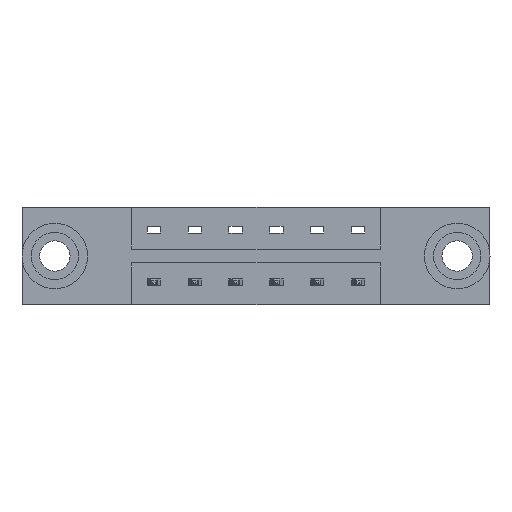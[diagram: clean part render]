
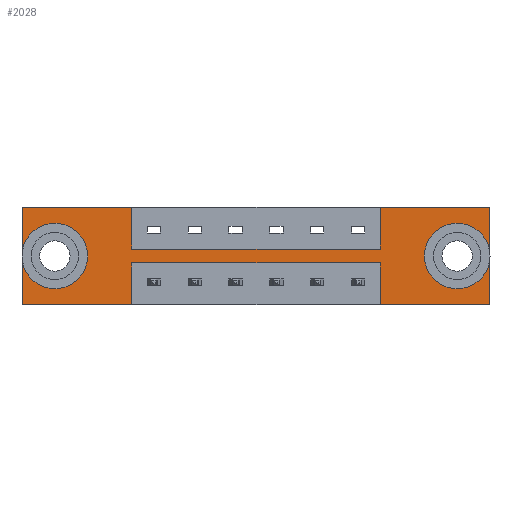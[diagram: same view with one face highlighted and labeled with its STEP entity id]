
A CAD part, front view. The second image highlights one B-rep face of the part: STEP entity #2028.
In plain terms, the highlighted planar face has unit normal (0, -1, 0).
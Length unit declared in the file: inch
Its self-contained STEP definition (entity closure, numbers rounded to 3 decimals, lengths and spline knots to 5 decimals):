
#254 = DIRECTION ( 'NONE',  ( -1., 0., 0. ) ) ;
#259 = EDGE_CURVE ( 'NONE', #1039, #7024, #6323, .T. ) ;
#263 = ORIENTED_EDGE ( 'NONE', *, *, #5334, .T. ) ;
#274 = LINE ( 'NONE', #5180, #6744 ) ;
#302 = CARTESIAN_POINT ( 'NONE',  ( 1.3665, 0., -0.1585 ) ) ;
#416 = LINE ( 'NONE', #3365, #5777 ) ;
#432 = EDGE_CURVE ( 'NONE', #7024, #7980, #8563, .T. ) ;
#459 = ORIENTED_EDGE ( 'NONE', *, *, #5303, .T. ) ;
#629 = VERTEX_POINT ( 'NONE', #7994 ) ;
#686 = VERTEX_POINT ( 'NONE', #3478 ) ;
#690 = CARTESIAN_POINT ( 'NONE',  ( 0., 0., 0. ) ) ;
#819 = CARTESIAN_POINT ( 'NONE',  ( 0.4175, 0., -0.1585 ) ) ;
#860 = CARTESIAN_POINT ( 'NONE',  ( 1.659, 0., -0.185 ) ) ;
#941 = LINE ( 'NONE', #302, #5361 ) ;
#1039 = VERTEX_POINT ( 'NONE', #7982 ) ;
#1052 = EDGE_CURVE ( 'NONE', #629, #1039, #6579, .T. ) ;
#1055 = CARTESIAN_POINT ( 'NONE',  ( 0.4175, 0., -0.1585 ) ) ;
#1075 = AXIS2_PLACEMENT_3D ( 'NONE', #8094, #7348, #1773 ) ;
#1102 = LINE ( 'NONE', #1055, #5914 ) ;
#1111 = ORIENTED_EDGE ( 'NONE', *, *, #5879, .F. ) ;
#1178 = DIRECTION ( 'NONE',  ( 0., 0., 1. ) ) ;
#1197 = DIRECTION ( 'NONE',  ( 1., 0., 0. ) ) ;
#1346 = VERTEX_POINT ( 'NONE', #8508 ) ;
#1589 = CIRCLE ( 'NONE', #7872, 0.078 ) ;
#1674 = CARTESIAN_POINT ( 'NONE',  ( 1.3665, 0., -0.37 ) ) ;
#1690 = ORIENTED_EDGE ( 'NONE', *, *, #2060, .F. ) ;
#1700 = VERTEX_POINT ( 'NONE', #5621 ) ;
#1705 = ORIENTED_EDGE ( 'NONE', *, *, #7470, .F. ) ;
#1731 = DIRECTION ( 'NONE',  ( -1., 0., 0. ) ) ;
#1760 = EDGE_CURVE ( 'NONE', #1700, #6878, #8280, .T. ) ;
#1772 = CARTESIAN_POINT ( 'NONE',  ( 0.4175, 0., -0.1585 ) ) ;
#1773 = DIRECTION ( 'NONE',  ( 0., 0., 1. ) ) ;
#2028 = ADVANCED_FACE ( 'NONE', ( #3364, #8669, #3171 ), #8715, .T. ) ;
#2060 = EDGE_CURVE ( 'NONE', #3817, #4741, #4941, .T. ) ;
#2645 = LINE ( 'NONE', #5522, #7389 ) ;
#2691 = VERTEX_POINT ( 'NONE', #3380 ) ;
#2693 = ORIENTED_EDGE ( 'NONE', *, *, #432, .F. ) ;
#2761 = DIRECTION ( 'NONE',  ( 1., 0., 0. ) ) ;
#2821 = EDGE_LOOP ( 'NONE', ( #1111, #5688, #4630, #6129, #4165, #6850, #1705, #1690, #4090, #2693, #4166, #7164 ) ) ;
#2929 = ORIENTED_EDGE ( 'NONE', *, *, #4853, .T. ) ;
#3109 = CARTESIAN_POINT ( 'NONE',  ( 1.659, 0., -0.185 ) ) ;
#3171 = FACE_OUTER_BOUND ( 'NONE', #2821, .T. ) ;
#3287 = DIRECTION ( 'NONE',  ( 0., 0., -1. ) ) ;
#3364 = FACE_BOUND ( 'NONE', #4209, .T. ) ;
#3365 = CARTESIAN_POINT ( 'NONE',  ( 1.3665, 0., -0.2115 ) ) ;
#3380 = CARTESIAN_POINT ( 'NONE',  ( 1.659, 0., -0.263 ) ) ;
#3391 = CARTESIAN_POINT ( 'NONE',  ( 1.659, 0., -0.107 ) ) ;
#3455 = AXIS2_PLACEMENT_3D ( 'NONE', #5273, #7447, #7356 ) ;
#3478 = CARTESIAN_POINT ( 'NONE',  ( 0.125, 0., -0.107 ) ) ;
#3495 = EDGE_CURVE ( 'NONE', #6175, #5127, #6110, .T. ) ;
#3556 = EDGE_CURVE ( 'NONE', #6878, #6175, #2645, .T. ) ;
#3582 = VECTOR ( 'NONE', #254, 39.37008 ) ;
#3767 = VECTOR ( 'NONE', #4818, 39.37008 ) ;
#3817 = VERTEX_POINT ( 'NONE', #5735 ) ;
#3891 = AXIS2_PLACEMENT_3D ( 'NONE', #860, #8610, #3287 ) ;
#3931 = VECTOR ( 'NONE', #6736, 39.37008 ) ;
#3955 = DIRECTION ( 'NONE',  ( 0., 1., 0. ) ) ;
#4090 = ORIENTED_EDGE ( 'NONE', *, *, #4720, .F. ) ;
#4101 = CARTESIAN_POINT ( 'NONE',  ( 0., 0., 0. ) ) ;
#4165 = ORIENTED_EDGE ( 'NONE', *, *, #7754, .F. ) ;
#4166 = ORIENTED_EDGE ( 'NONE', *, *, #259, .F. ) ;
#4209 = EDGE_LOOP ( 'NONE', ( #459, #7149 ) ) ;
#4439 = CARTESIAN_POINT ( 'NONE',  ( 0.4175, 0., -0.37 ) ) ;
#4454 = VERTEX_POINT ( 'NONE', #819 ) ;
#4517 = DIRECTION ( 'NONE',  ( 0., 0., -1. ) ) ;
#4571 = DIRECTION ( 'NONE',  ( -1., 0., 0. ) ) ;
#4630 = ORIENTED_EDGE ( 'NONE', *, *, #3556, .F. ) ;
#4691 = DIRECTION ( 'NONE',  ( 0., 0., 1. ) ) ;
#4720 = EDGE_CURVE ( 'NONE', #7980, #3817, #274, .T. ) ;
#4741 = VERTEX_POINT ( 'NONE', #8662 ) ;
#4818 = DIRECTION ( 'NONE',  ( 1., 0., 0. ) ) ;
#4853 = EDGE_CURVE ( 'NONE', #686, #8191, #6893, .T. ) ;
#4941 = LINE ( 'NONE', #4101, #3767 ) ;
#5127 = VERTEX_POINT ( 'NONE', #1674 ) ;
#5174 = CARTESIAN_POINT ( 'NONE',  ( 1.784, 0., -0.37 ) ) ;
#5180 = CARTESIAN_POINT ( 'NONE',  ( 0., 0., 0. ) ) ;
#5240 = CARTESIAN_POINT ( 'NONE',  ( 0.4175, 0., -0.2115 ) ) ;
#5273 = CARTESIAN_POINT ( 'NONE',  ( 0., 0., -0.37 ) ) ;
#5303 = EDGE_CURVE ( 'NONE', #8120, #2691, #6317, .T. ) ;
#5334 = EDGE_CURVE ( 'NONE', #8191, #686, #1589, .T. ) ;
#5361 = VECTOR ( 'NONE', #7192, 39.37008 ) ;
#5388 = CARTESIAN_POINT ( 'NONE',  ( 0.125, 0., -0.185 ) ) ;
#5507 = VECTOR ( 'NONE', #1731, 39.37008 ) ;
#5522 = CARTESIAN_POINT ( 'NONE',  ( 1.784, 0., 0. ) ) ;
#5594 = CARTESIAN_POINT ( 'NONE',  ( 0.4175, 0., -0.2115 ) ) ;
#5597 = VECTOR ( 'NONE', #4571, 39.37008 ) ;
#5621 = CARTESIAN_POINT ( 'NONE',  ( 1.3665, 0., 0. ) ) ;
#5688 = ORIENTED_EDGE ( 'NONE', *, *, #3495, .F. ) ;
#5735 = CARTESIAN_POINT ( 'NONE',  ( 0., 0., 0. ) ) ;
#5740 = EDGE_CURVE ( 'NONE', #4454, #1346, #1102, .T. ) ;
#5777 = VECTOR ( 'NONE', #4691, 39.37008 ) ;
#5879 = EDGE_CURVE ( 'NONE', #5127, #629, #416, .T. ) ;
#5914 = VECTOR ( 'NONE', #1197, 39.37008 ) ;
#5960 = CARTESIAN_POINT ( 'NONE',  ( 0., 0., -0.37 ) ) ;
#5973 = LINE ( 'NONE', #1772, #3931 ) ;
#6110 = LINE ( 'NONE', #7303, #5507 ) ;
#6129 = ORIENTED_EDGE ( 'NONE', *, *, #1760, .F. ) ;
#6175 = VERTEX_POINT ( 'NONE', #5174 ) ;
#6317 = CIRCLE ( 'NONE', #3891, 0.078 ) ;
#6323 = LINE ( 'NONE', #5594, #7782 ) ;
#6499 = EDGE_LOOP ( 'NONE', ( #2929, #263 ) ) ;
#6501 = CARTESIAN_POINT ( 'NONE',  ( 0., 0., -0.37 ) ) ;
#6563 = DIRECTION ( 'NONE',  ( 0., 0., 1. ) ) ;
#6579 = LINE ( 'NONE', #5240, #5597 ) ;
#6736 = DIRECTION ( 'NONE',  ( 0., 0., -1. ) ) ;
#6744 = VECTOR ( 'NONE', #6563, 39.37008 ) ;
#6850 = ORIENTED_EDGE ( 'NONE', *, *, #5740, .F. ) ;
#6878 = VERTEX_POINT ( 'NONE', #8410 ) ;
#6893 = CIRCLE ( 'NONE', #1075, 0.078 ) ;
#7024 = VERTEX_POINT ( 'NONE', #4439 ) ;
#7149 = ORIENTED_EDGE ( 'NONE', *, *, #7445, .T. ) ;
#7164 = ORIENTED_EDGE ( 'NONE', *, *, #1052, .F. ) ;
#7192 = DIRECTION ( 'NONE',  ( 0., 0., 1. ) ) ;
#7303 = CARTESIAN_POINT ( 'NONE',  ( 0., 0., -0.37 ) ) ;
#7348 = DIRECTION ( 'NONE',  ( 0., 1., 0. ) ) ;
#7356 = DIRECTION ( 'NONE',  ( 0., 0., -1. ) ) ;
#7389 = VECTOR ( 'NONE', #8341, 39.37008 ) ;
#7445 = EDGE_CURVE ( 'NONE', #2691, #8120, #8547, .T. ) ;
#7447 = DIRECTION ( 'NONE',  ( 0., -1., 0. ) ) ;
#7470 = EDGE_CURVE ( 'NONE', #4741, #4454, #5973, .T. ) ;
#7754 = EDGE_CURVE ( 'NONE', #1346, #1700, #941, .T. ) ;
#7782 = VECTOR ( 'NONE', #8300, 39.37008 ) ;
#7872 = AXIS2_PLACEMENT_3D ( 'NONE', #5388, #3955, #1178 ) ;
#7939 = CARTESIAN_POINT ( 'NONE',  ( 0.125, 0., -0.263 ) ) ;
#7964 = DIRECTION ( 'NONE',  ( 0., 1., 0. ) ) ;
#7980 = VERTEX_POINT ( 'NONE', #5960 ) ;
#7982 = CARTESIAN_POINT ( 'NONE',  ( 0.4175, 0., -0.2115 ) ) ;
#7994 = CARTESIAN_POINT ( 'NONE',  ( 1.3665, 0., -0.2115 ) ) ;
#8094 = CARTESIAN_POINT ( 'NONE',  ( 0.125, 0., -0.185 ) ) ;
#8120 = VERTEX_POINT ( 'NONE', #3391 ) ;
#8191 = VERTEX_POINT ( 'NONE', #7939 ) ;
#8280 = LINE ( 'NONE', #690, #8953 ) ;
#8300 = DIRECTION ( 'NONE',  ( 0., 0., -1. ) ) ;
#8341 = DIRECTION ( 'NONE',  ( 0., 0., -1. ) ) ;
#8410 = CARTESIAN_POINT ( 'NONE',  ( 1.784, 0., 0. ) ) ;
#8508 = CARTESIAN_POINT ( 'NONE',  ( 1.3665, 0., -0.1585 ) ) ;
#8547 = CIRCLE ( 'NONE', #8828, 0.078 ) ;
#8563 = LINE ( 'NONE', #6501, #3582 ) ;
#8610 = DIRECTION ( 'NONE',  ( 0., 1., 0. ) ) ;
#8662 = CARTESIAN_POINT ( 'NONE',  ( 0.4175, 0., 0. ) ) ;
#8669 = FACE_BOUND ( 'NONE', #6499, .T. ) ;
#8715 = PLANE ( 'NONE',  #3455 ) ;
#8828 = AXIS2_PLACEMENT_3D ( 'NONE', #3109, #7964, #4517 ) ;
#8953 = VECTOR ( 'NONE', #2761, 39.37008 ) ;
